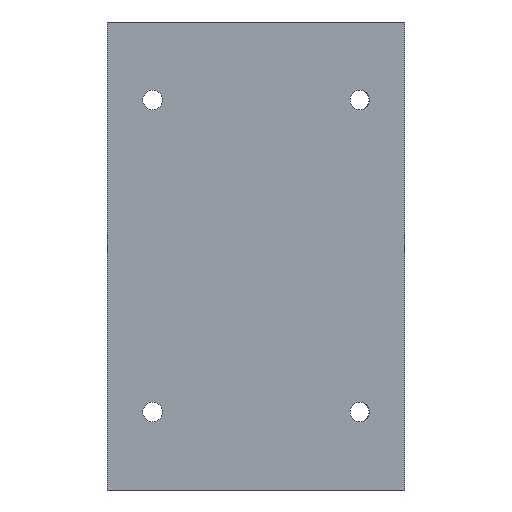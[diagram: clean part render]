
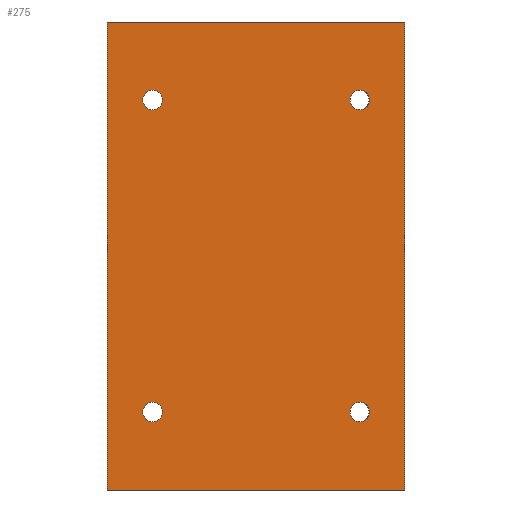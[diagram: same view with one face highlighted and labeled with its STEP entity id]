
A CAD part, front view. The second image highlights one B-rep face of the part: STEP entity #275.
In plain terms, the highlighted planar face has unit normal (0, -1, 0).
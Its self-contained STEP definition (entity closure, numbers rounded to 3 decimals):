
#15=FACE_BOUND('',#56,.T.);
#16=FACE_BOUND('',#57,.T.);
#17=FACE_BOUND('',#58,.T.);
#18=FACE_BOUND('',#59,.T.);
#23=ELLIPSE('',#301,2.5,2.5);
#24=ELLIPSE('',#304,2.5,2.5);
#27=CIRCLE('',#306,2.5);
#29=CIRCLE('',#309,2.5);
#41=FACE_OUTER_BOUND('',#55,.T.);
#55=EDGE_LOOP('',(#211,#212,#213,#214));
#56=EDGE_LOOP('',(#215));
#57=EDGE_LOOP('',(#216));
#58=EDGE_LOOP('',(#217));
#59=EDGE_LOOP('',(#218));
#83=LINE('',#439,#111);
#84=LINE('',#441,#112);
#85=LINE('',#443,#113);
#86=LINE('',#444,#114);
#111=VECTOR('',#363,10.);
#112=VECTOR('',#364,10.);
#113=VECTOR('',#365,10.);
#114=VECTOR('',#366,10.);
#136=VERTEX_POINT('',#415);
#138=VERTEX_POINT('',#421);
#139=VERTEX_POINT('',#425);
#141=VERTEX_POINT('',#431);
#143=VERTEX_POINT('',#437);
#144=VERTEX_POINT('',#438);
#145=VERTEX_POINT('',#440);
#146=VERTEX_POINT('',#442);
#161=EDGE_CURVE('',#136,#136,#23,.T.);
#164=EDGE_CURVE('',#138,#138,#24,.T.);
#165=EDGE_CURVE('',#139,#139,#27,.T.);
#168=EDGE_CURVE('',#141,#141,#29,.T.);
#171=EDGE_CURVE('',#143,#144,#83,.T.);
#172=EDGE_CURVE('',#143,#145,#84,.T.);
#173=EDGE_CURVE('',#146,#145,#85,.T.);
#174=EDGE_CURVE('',#144,#146,#86,.T.);
#211=ORIENTED_EDGE('',*,*,#171,.F.);
#212=ORIENTED_EDGE('',*,*,#172,.T.);
#213=ORIENTED_EDGE('',*,*,#173,.F.);
#214=ORIENTED_EDGE('',*,*,#174,.F.);
#215=ORIENTED_EDGE('',*,*,#161,.T.);
#216=ORIENTED_EDGE('',*,*,#164,.T.);
#217=ORIENTED_EDGE('',*,*,#165,.T.);
#218=ORIENTED_EDGE('',*,*,#168,.T.);
#261=PLANE('',#311);
#275=ADVANCED_FACE('',(#41,#15,#16,#17,#18),#261,.T.);
#301=AXIS2_PLACEMENT_3D('',#417,#338,#339);
#304=AXIS2_PLACEMENT_3D('',#423,#345,#346);
#306=AXIS2_PLACEMENT_3D('',#426,#349,#350);
#309=AXIS2_PLACEMENT_3D('',#432,#356,#357);
#311=AXIS2_PLACEMENT_3D('',#436,#361,#362);
#338=DIRECTION('center_axis',(0.,1.,0.));
#339=DIRECTION('ref_axis',(-1.,0.,0.));
#345=DIRECTION('center_axis',(0.,1.,0.));
#346=DIRECTION('ref_axis',(-1.,0.,0.));
#349=DIRECTION('center_axis',(0.,1.,0.));
#350=DIRECTION('ref_axis',(0.,0.,-1.));
#356=DIRECTION('center_axis',(0.,1.,0.));
#357=DIRECTION('ref_axis',(0.,0.,-1.));
#361=DIRECTION('center_axis',(0.,-1.,0.));
#362=DIRECTION('ref_axis',(-1.,0.,0.));
#363=DIRECTION('',(1.,0.,0.));
#364=DIRECTION('',(0.,0.,-1.));
#365=DIRECTION('',(-1.,0.,0.));
#366=DIRECTION('',(0.,0.,-1.));
#415=CARTESIAN_POINT('',(90.617,13.197,97.5));
#417=CARTESIAN_POINT('Origin',(90.617,13.197,100.));
#421=CARTESIAN_POINT('',(90.617,13.197,17.5));
#423=CARTESIAN_POINT('Origin',(90.617,13.197,20.));
#425=CARTESIAN_POINT('',(37.497,13.186,102.5));
#426=CARTESIAN_POINT('Origin',(37.497,13.186,100.));
#431=CARTESIAN_POINT('',(37.497,13.186,22.5));
#432=CARTESIAN_POINT('Origin',(37.497,13.186,20.));
#436=CARTESIAN_POINT('Origin',(102.1,13.2,120.));
#437=CARTESIAN_POINT('',(25.92,13.183,120.));
#438=CARTESIAN_POINT('',(102.1,13.2,120.));
#439=CARTESIAN_POINT('',(25.92,13.183,120.));
#440=CARTESIAN_POINT('',(25.92,13.183,0.));
#441=CARTESIAN_POINT('',(25.92,13.183,120.));
#442=CARTESIAN_POINT('',(102.1,13.2,0.));
#443=CARTESIAN_POINT('',(25.92,13.183,0.));
#444=CARTESIAN_POINT('',(102.1,13.2,120.));
